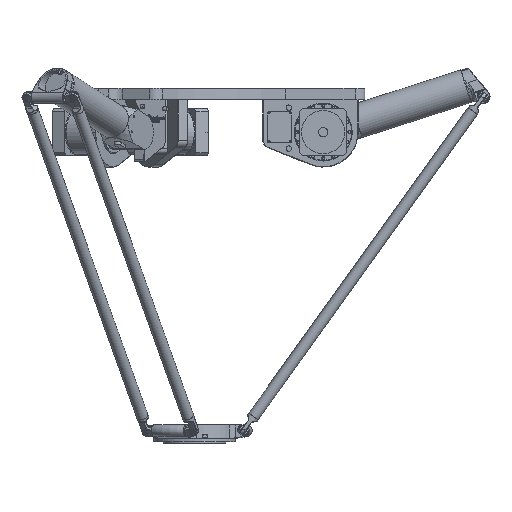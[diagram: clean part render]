
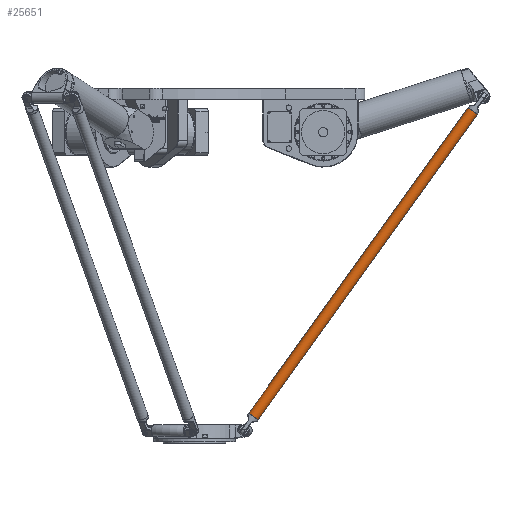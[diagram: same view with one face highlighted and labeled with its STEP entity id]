
A CAD part, front view. The second image highlights one B-rep face of the part: STEP entity #25651.
In plain terms, the highlighted cylindrical face has radius 15 mm (diameter 30 mm), a full revolution.
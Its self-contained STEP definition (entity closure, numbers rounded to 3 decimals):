
#5031=CYLINDRICAL_SURFACE('',#28433,15.);
#5838=FACE_BOUND('',#9407,.T.);
#7289=FACE_OUTER_BOUND('',#9406,.T.);
#9406=EDGE_LOOP('',(#22423));
#9407=EDGE_LOOP('',(#22424));
#10821=CIRCLE('',#28425,15.);
#10825=CIRCLE('',#28432,15.);
#12979=VERTEX_POINT('',#51139);
#12983=VERTEX_POINT('',#51150);
#16188=EDGE_CURVE('',#12979,#12979,#10821,.T.);
#16192=EDGE_CURVE('',#12983,#12983,#10825,.T.);
#22423=ORIENTED_EDGE('',*,*,#16188,.T.);
#22424=ORIENTED_EDGE('',*,*,#16192,.T.);
#25651=ADVANCED_FACE('',(#7289,#5838),#5031,.T.);
#28425=AXIS2_PLACEMENT_3D('',#51140,#35291,#35292);
#28432=AXIS2_PLACEMENT_3D('',#51151,#35305,#35306);
#28433=AXIS2_PLACEMENT_3D('',#51152,#35307,#35308);
#35291=DIRECTION('center_axis',(1.,0.,0.));
#35292=DIRECTION('ref_axis',(0.,0.,1.));
#35305=DIRECTION('center_axis',(-1.,0.,0.));
#35306=DIRECTION('ref_axis',(0.,0.,1.));
#35307=DIRECTION('center_axis',(-1.,0.,0.));
#35308=DIRECTION('ref_axis',(0.,0.,1.));
#51139=CARTESIAN_POINT('',(45.01,0.,15.));
#51140=CARTESIAN_POINT('Origin',(45.01,0.,0.));
#51150=CARTESIAN_POINT('',(1009.99,0.,15.));
#51151=CARTESIAN_POINT('Origin',(1009.99,0.,0.));
#51152=CARTESIAN_POINT('Origin',(45.,0.,0.));
